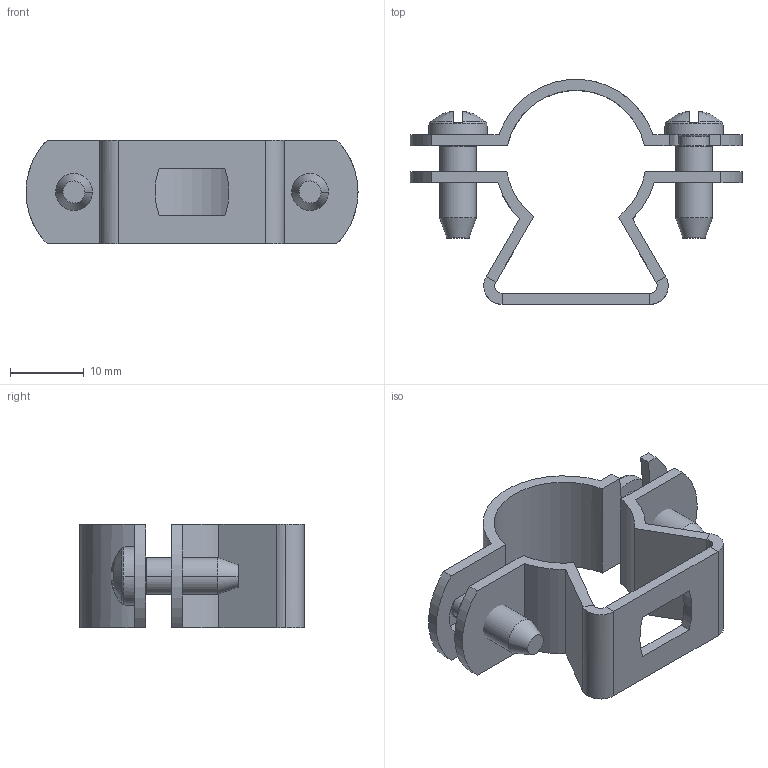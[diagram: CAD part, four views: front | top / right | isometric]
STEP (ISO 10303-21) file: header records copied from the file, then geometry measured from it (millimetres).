
FILE_DESCRIPTION(/* description */ (''),/* implementation_level */ '2;1');
FILE_NAME(/* name */ '1361198',/* time_stamp */ '2015-03-05T13:48:57+01:00',/* author */ (''),/* organization */ (''),/* preprocessor_version */ 'ST-DEVELOPER v15',/* originating_system */ '',/* authorisation */ '');
FILE_SCHEMA (('CONFIG_CONTROL_DESIGN'));
Length unit declared in the file: millimetre
Products named in the file (1): Document
Bounding box: 45 x 30.47 x 14 mm (x, y, z)
Volume: 3220.5 mm3; surface area: 4755.2 mm2
Topology: 4 solids, 4 shells, 169 faces, 417 edges, 256 vertices
Faces by surface type: plane 99, bspline 70
Entity records: 6305 total; most frequent: CARTESIAN_POINT 3667, ORIENTED_EDGE 826, EDGE_CURVE 413, VERTEX_POINT 256, B_SPLINE_CURVE_WITH_KNOTS 217, EDGE_LOOP 181, ADVANCED_FACE 169, FACE_OUTER_BOUND 169
